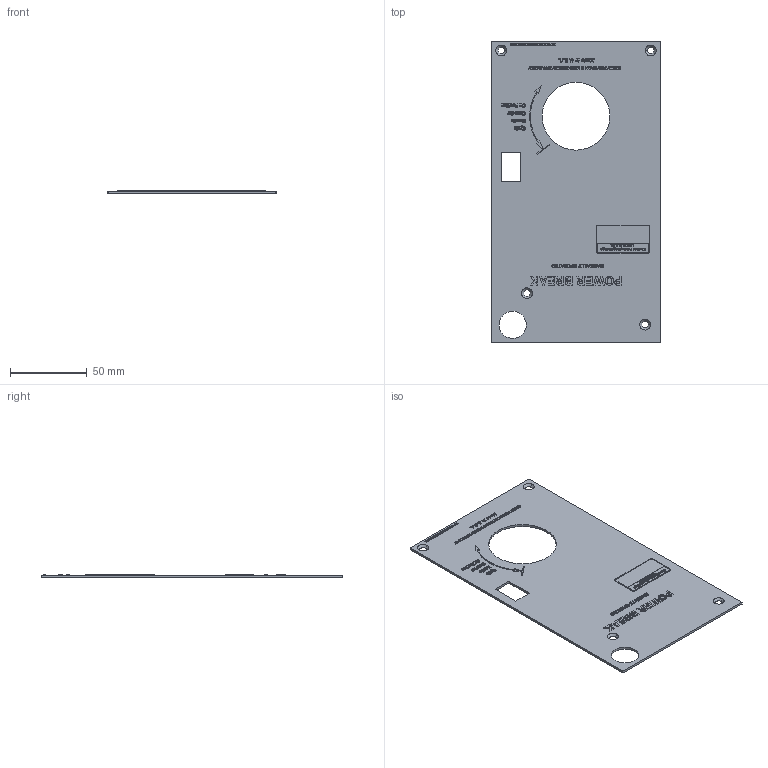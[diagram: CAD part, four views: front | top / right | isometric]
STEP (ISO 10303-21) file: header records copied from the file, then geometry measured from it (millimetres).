
FILE_DESCRIPTION (( 'STEP AP214' ), '1' );
FILE_NAME ('PB1OSMSI.STEP', '2021-05-25T08:05:50', ( '' ), ( '' ), 'SwSTEP 2.0', 'SolidWorks 2017', '' );
FILE_SCHEMA (( 'AUTOMOTIVE_DESIGN' ));
Length unit declared in the file: inch
Products named in the file (1): PB1OSMSI
Bounding box: 109.73 x 196.6 x 1.91 mm (x, y, z)
Volume: 29771.8 mm3; surface area: 40818.5 mm2
Topology: 1 solids, 1 shells, 2379 faces, 6399 edges, 4266 vertices
Faces by surface type: plane 1508, bspline 839, cylinder 24, cone 8
Entity records: 137596 total; most frequent: CARTESIAN_POINT 60116, ORIENTED_EDGE 12798, DIRECTION 7867, EDGE_CURVE 6399, LINE 4657, VECTOR 4657, VERTEX_POINT 4266, EDGE_LOOP 2637
